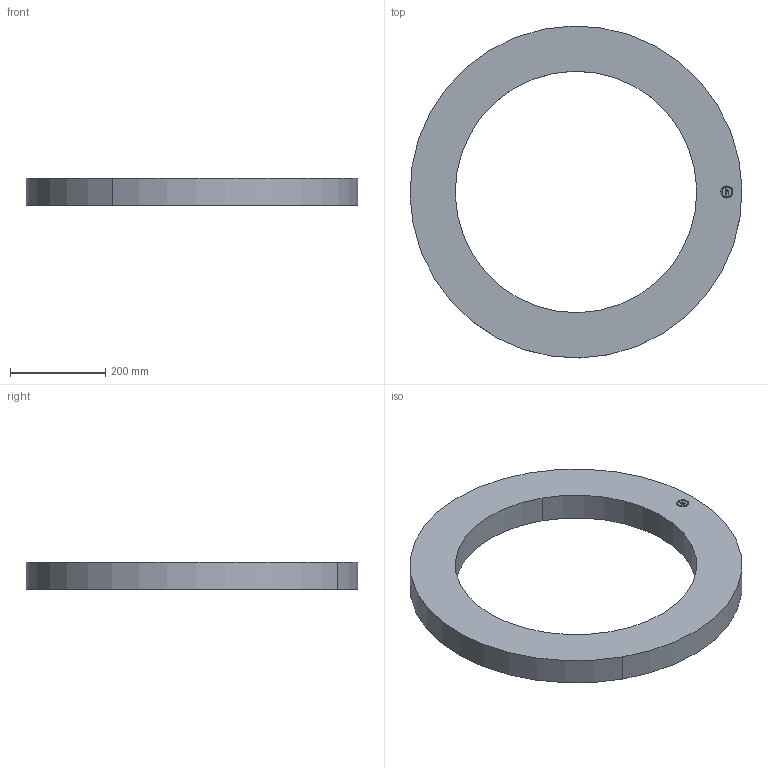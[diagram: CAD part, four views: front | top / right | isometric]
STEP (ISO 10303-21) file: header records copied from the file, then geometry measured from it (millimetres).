
FILE_DESCRIPTION(('3D STEP'),'2;1');
FILE_NAME('20-150-FB-RF-STUDOUT-FLANGE.stp','2013-11-25T02:08:40+00:00',('Texas Flange'),(''),'CATIA Version 5 Release 20 SP 6 (IN-10)','CATIA V5 STEP AP214','800-826-3801');
FILE_SCHEMA(('AUTOMOTIVE_DESIGN { 1 0 10303 214 1 1 1 1 }'));
Products named in the file (1): 20-150-FB-RF-STUDOUT-FLANGE
Bounding box: 698.31 x 698.31 x 58.74 mm (x, y, z)
Volume: 9889471.6 mm3; surface area: 680204.6 mm2
Topology: 1 solids, 1 shells, 1754 faces, 5102 edges, 3348 vertices
Faces by surface type: bspline 780, cylinder 466, plane 368, cone 100, revolution 40
Entity records: 88358 total; most frequent: CARTESIAN_POINT 50264, ORIENTED_EDGE 10124, EDGE_CURVE 5062, VERTEX_POINT 3348, B_SPLINE_CURVE_WITH_KNOTS 3200, DIRECTION 2816, EDGE_LOOP 1794, ADVANCED_FACE 1754
